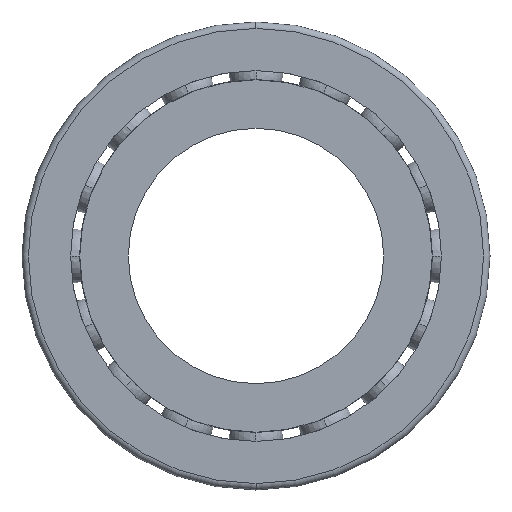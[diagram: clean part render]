
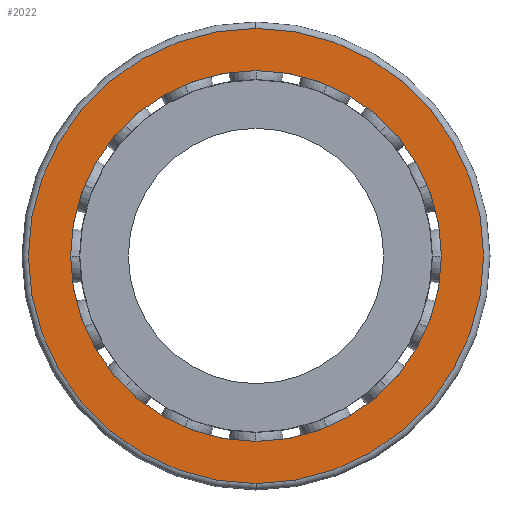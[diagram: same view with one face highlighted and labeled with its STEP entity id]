
A CAD part, left-side view. The second image highlights one B-rep face of the part: STEP entity #2022.
In plain terms, the highlighted planar face has unit normal (-1, 0, 0).
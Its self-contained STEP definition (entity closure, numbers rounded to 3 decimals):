
#143 = DIRECTION ( 'NONE',  ( 0., 0., -1. ) ) ;
#150 = DIRECTION ( 'NONE',  ( -1., 0., 0. ) ) ;
#154 = CARTESIAN_POINT ( 'NONE',  ( 0., 0., 0. ) ) ;
#304 = AXIS2_PLACEMENT_3D ( 'NONE', #2597, #5969, #3124 ) ;
#306 = VERTEX_POINT ( 'NONE', #1236 ) ;
#371 = EDGE_CURVE ( 'NONE', #2505, #4638, #4306, .T. ) ;
#566 = CARTESIAN_POINT ( 'NONE',  ( 0., 0., -43.585 ) ) ;
#783 = VERTEX_POINT ( 'NONE', #566 ) ;
#903 = CARTESIAN_POINT ( 'NONE',  ( 0., 0., 0. ) ) ;
#1007 = AXIS2_PLACEMENT_3D ( 'NONE', #154, #150, #143 ) ;
#1052 = AXIS2_PLACEMENT_3D ( 'NONE', #903, #4309, #3672 ) ;
#1111 = DIRECTION ( 'NONE',  ( -1., 0., 0. ) ) ;
#1236 = CARTESIAN_POINT ( 'NONE',  ( 0., 0., 43.585 ) ) ;
#1522 = AXIS2_PLACEMENT_3D ( 'NONE', #4130, #1111, #4604 ) ;
#1672 = CARTESIAN_POINT ( 'NONE',  ( 0., 0., -53.5 ) ) ;
#1869 = DIRECTION ( 'NONE',  ( 0., 0., -1. ) ) ;
#1891 = DIRECTION ( 'NONE',  ( 1., 0., 0. ) ) ;
#1913 = CIRCLE ( 'NONE', #1522, 43.585 ) ;
#1921 = PLANE ( 'NONE',  #5274 ) ;
#1927 = CIRCLE ( 'NONE', #304, 53.5 ) ;
#2022 = ADVANCED_FACE ( 'NONE', ( #3653, #3651 ), #1921, .F. ) ;
#2027 = ORIENTED_EDGE ( 'NONE', *, *, #6140, .F. ) ;
#2505 = VERTEX_POINT ( 'NONE', #1672 ) ;
#2578 = CARTESIAN_POINT ( 'NONE',  ( 0., 0., 53.5 ) ) ;
#2597 = CARTESIAN_POINT ( 'NONE',  ( 0., 0., 0. ) ) ;
#2639 = EDGE_CURVE ( 'NONE', #306, #783, #3423, .T. ) ;
#2734 = CARTESIAN_POINT ( 'NONE',  ( 0., 55., 0. ) ) ;
#3121 = EDGE_LOOP ( 'NONE', ( #5907, #4981 ) ) ;
#3124 = DIRECTION ( 'NONE',  ( 0., 0., -1. ) ) ;
#3423 = CIRCLE ( 'NONE', #1052, 43.585 ) ;
#3651 = FACE_BOUND ( 'NONE', #5448, .T. ) ;
#3653 = FACE_OUTER_BOUND ( 'NONE', #3121, .T. ) ;
#3672 = DIRECTION ( 'NONE',  ( 0., 0., 1. ) ) ;
#4130 = CARTESIAN_POINT ( 'NONE',  ( 0., 0., 0. ) ) ;
#4306 = CIRCLE ( 'NONE', #1007, 53.5 ) ;
#4309 = DIRECTION ( 'NONE',  ( -1., 0., 0. ) ) ;
#4604 = DIRECTION ( 'NONE',  ( 0., 0., 1. ) ) ;
#4638 = VERTEX_POINT ( 'NONE', #2578 ) ;
#4981 = ORIENTED_EDGE ( 'NONE', *, *, #6120, .T. ) ;
#5274 = AXIS2_PLACEMENT_3D ( 'NONE', #2734, #1891, #1869 ) ;
#5448 = EDGE_LOOP ( 'NONE', ( #5631, #2027 ) ) ;
#5631 = ORIENTED_EDGE ( 'NONE', *, *, #2639, .F. ) ;
#5907 = ORIENTED_EDGE ( 'NONE', *, *, #371, .T. ) ;
#5969 = DIRECTION ( 'NONE',  ( -1., 0., 0. ) ) ;
#6120 = EDGE_CURVE ( 'NONE', #4638, #2505, #1927, .T. ) ;
#6140 = EDGE_CURVE ( 'NONE', #783, #306, #1913, .T. ) ;
